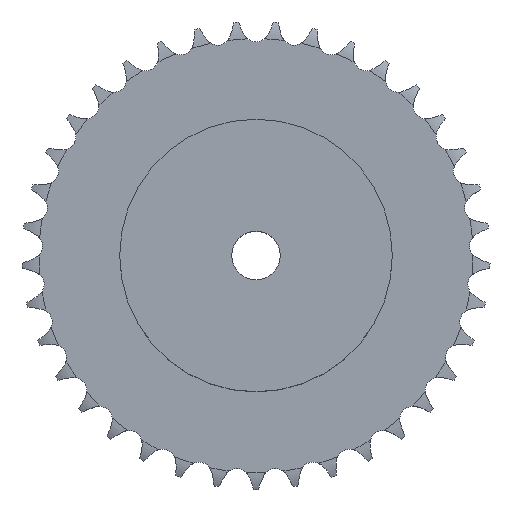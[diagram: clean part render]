
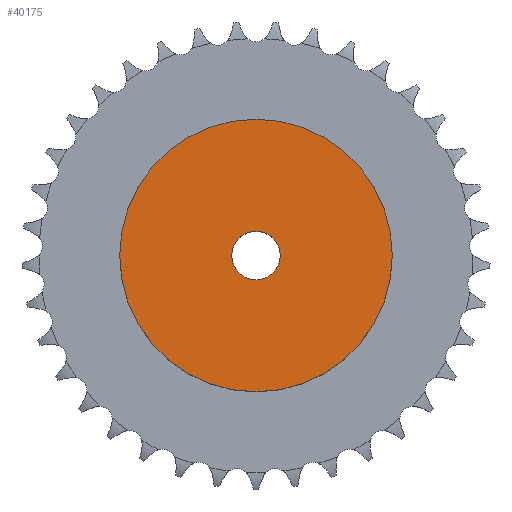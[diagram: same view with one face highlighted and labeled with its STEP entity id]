
A CAD part, top view. The second image highlights one B-rep face of the part: STEP entity #40175.
In plain terms, the highlighted planar face has unit normal (0, 0, 1).
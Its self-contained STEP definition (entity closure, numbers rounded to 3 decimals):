
#4605 = CYLINDRICAL_SURFACE('',#4606,45.);
#4606 = AXIS2_PLACEMENT_3D('',#4607,#4608,#4609);
#4607 = CARTESIAN_POINT('',(0.,0.,0.));
#4608 = DIRECTION('',(-0.,-0.,-1.));
#4609 = DIRECTION('',(1.,0.,0.));
#25306 = VERTEX_POINT('',#25307);
#25307 = CARTESIAN_POINT('',(45.,0.,35.));
#25328 = EDGE_CURVE('',#25306,#25306,#25329,.T.);
#25329 = SURFACE_CURVE('',#25330,(#25335,#25342),.PCURVE_S1.);
#25330 = CIRCLE('',#25331,45.);
#25331 = AXIS2_PLACEMENT_3D('',#25332,#25333,#25334);
#25332 = CARTESIAN_POINT('',(0.,0.,35.));
#25333 = DIRECTION('',(0.,0.,1.));
#25334 = DIRECTION('',(1.,0.,0.));
#25335 = PCURVE('',#4605,#25336);
#25336 = DEFINITIONAL_REPRESENTATION('',(#25337),#25341);
#25337 = LINE('',#25338,#25339);
#25338 = CARTESIAN_POINT('',(-0.,-35.));
#25339 = VECTOR('',#25340,1.);
#25340 = DIRECTION('',(-1.,0.));
#25341 = ( GEOMETRIC_REPRESENTATION_CONTEXT(2) 
PARAMETRIC_REPRESENTATION_CONTEXT() REPRESENTATION_CONTEXT('2D SPACE',''
  ) );
#25342 = PCURVE('',#25343,#25348);
#25343 = PLANE('',#25344);
#25344 = AXIS2_PLACEMENT_3D('',#25345,#25346,#25347);
#25345 = CARTESIAN_POINT('',(0.,0.,35.)
  );
#25346 = DIRECTION('',(0.,0.,1.));
#25347 = DIRECTION('',(1.,0.,0.));
#25348 = DEFINITIONAL_REPRESENTATION('',(#25349),#25353);
#25349 = CIRCLE('',#25350,45.);
#25350 = AXIS2_PLACEMENT_2D('',#25351,#25352);
#25351 = CARTESIAN_POINT('',(0.,0.));
#25352 = DIRECTION('',(1.,0.));
#25353 = ( GEOMETRIC_REPRESENTATION_CONTEXT(2) 
PARAMETRIC_REPRESENTATION_CONTEXT() REPRESENTATION_CONTEXT('2D SPACE',''
  ) );
#34080 = CYLINDRICAL_SURFACE('',#34081,8.);
#34081 = AXIS2_PLACEMENT_3D('',#34082,#34083,#34084);
#34082 = CARTESIAN_POINT('',(0.,0.,233.887));
#34083 = DIRECTION('',(0.,0.,1.));
#34084 = DIRECTION('',(1.,0.,0.));
#40175 = ADVANCED_FACE('',(#40176,#40179),#25343,.T.);
#40176 = FACE_BOUND('',#40177,.T.);
#40177 = EDGE_LOOP('',(#40178));
#40178 = ORIENTED_EDGE('',*,*,#25328,.T.);
#40179 = FACE_BOUND('',#40180,.T.);
#40180 = EDGE_LOOP('',(#40181));
#40181 = ORIENTED_EDGE('',*,*,#40182,.F.);
#40182 = EDGE_CURVE('',#40183,#40183,#40185,.T.);
#40183 = VERTEX_POINT('',#40184);
#40184 = CARTESIAN_POINT('',(8.,0.,35.));
#40185 = SURFACE_CURVE('',#40186,(#40191,#40198),.PCURVE_S1.);
#40186 = CIRCLE('',#40187,8.);
#40187 = AXIS2_PLACEMENT_3D('',#40188,#40189,#40190);
#40188 = CARTESIAN_POINT('',(0.,0.,35.));
#40189 = DIRECTION('',(0.,0.,1.));
#40190 = DIRECTION('',(1.,0.,0.));
#40191 = PCURVE('',#25343,#40192);
#40192 = DEFINITIONAL_REPRESENTATION('',(#40193),#40197);
#40193 = CIRCLE('',#40194,8.);
#40194 = AXIS2_PLACEMENT_2D('',#40195,#40196);
#40195 = CARTESIAN_POINT('',(0.,0.));
#40196 = DIRECTION('',(1.,0.));
#40197 = ( GEOMETRIC_REPRESENTATION_CONTEXT(2) 
PARAMETRIC_REPRESENTATION_CONTEXT() REPRESENTATION_CONTEXT('2D SPACE',''
  ) );
#40198 = PCURVE('',#34080,#40199);
#40199 = DEFINITIONAL_REPRESENTATION('',(#40200),#40204);
#40200 = LINE('',#40201,#40202);
#40201 = CARTESIAN_POINT('',(0.,-198.887));
#40202 = VECTOR('',#40203,1.);
#40203 = DIRECTION('',(1.,0.));
#40204 = ( GEOMETRIC_REPRESENTATION_CONTEXT(2) 
PARAMETRIC_REPRESENTATION_CONTEXT() REPRESENTATION_CONTEXT('2D SPACE',''
  ) );
